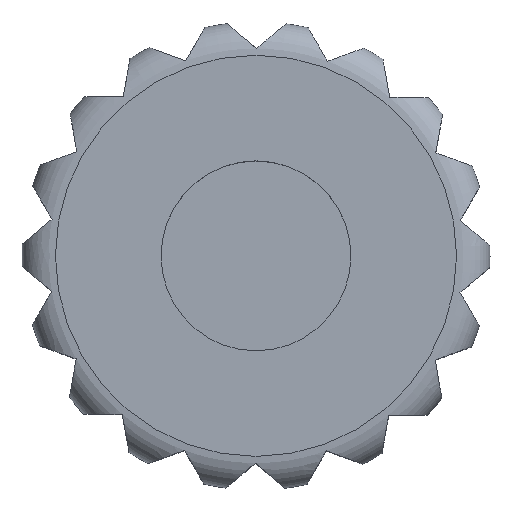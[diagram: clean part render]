
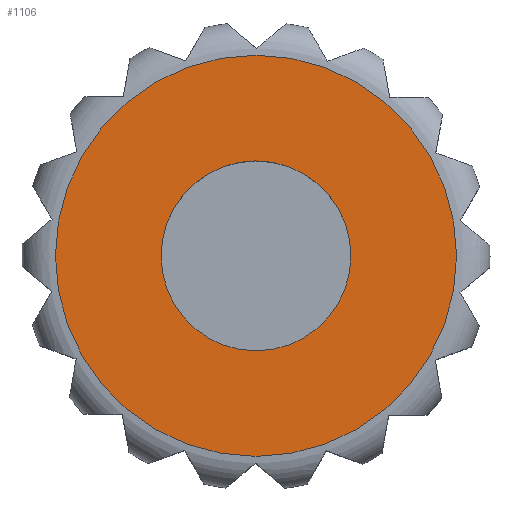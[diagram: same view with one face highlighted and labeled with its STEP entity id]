
A CAD part, top view. The second image highlights one B-rep face of the part: STEP entity #1106.
In plain terms, the highlighted planar face has unit normal (0, 0, 1).
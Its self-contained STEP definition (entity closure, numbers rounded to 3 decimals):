
#15=FACE_BOUND('',#198,.T.);
#35=CIRCLE('',#1161,7.5);
#77=CIRCLE('',#1223,3.55);
#137=FACE_OUTER_BOUND('',#197,.T.);
#197=EDGE_LOOP('',(#1003));
#198=EDGE_LOOP('',(#1004));
#492=VERTEX_POINT('',#2413);
#496=VERTEX_POINT('',#2479);
#624=EDGE_CURVE('',#492,#492,#35,.T.);
#666=EDGE_CURVE('',#496,#496,#77,.T.);
#1003=ORIENTED_EDGE('',*,*,#624,.F.);
#1004=ORIENTED_EDGE('',*,*,#666,.T.);
#1047=PLANE('',#1222);
#1106=ADVANCED_FACE('',(#137,#15),#1047,.T.);
#1161=AXIS2_PLACEMENT_3D('',#2414,#1358,#1359);
#1222=AXIS2_PLACEMENT_3D('',#2478,#1480,#1481);
#1223=AXIS2_PLACEMENT_3D('',#2480,#1482,#1483);
#1358=DIRECTION('center_axis',(0.,0.,-1.));
#1359=DIRECTION('ref_axis',(1.,0.,0.));
#1480=DIRECTION('center_axis',(0.,0.,1.));
#1481=DIRECTION('ref_axis',(1.,0.,0.));
#1482=DIRECTION('center_axis',(0.,0.,-1.));
#1483=DIRECTION('ref_axis',(1.,0.,0.));
#2413=CARTESIAN_POINT('',(32.5,0.,4.));
#2414=CARTESIAN_POINT('Origin',(40.,0.,4.));
#2478=CARTESIAN_POINT('Origin',(40.,0.,4.));
#2479=CARTESIAN_POINT('',(36.45,0.,4.));
#2480=CARTESIAN_POINT('Origin',(40.,0.,4.));
